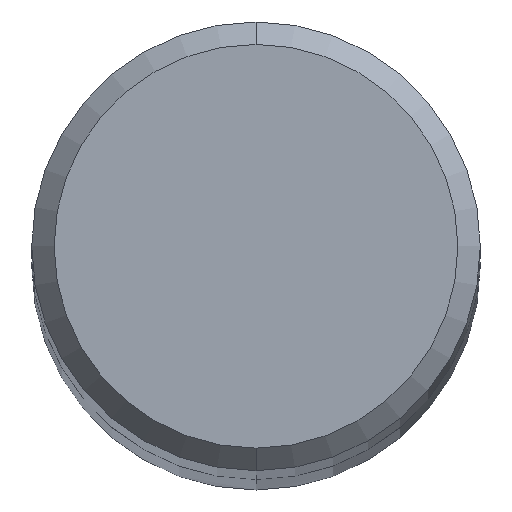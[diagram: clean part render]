
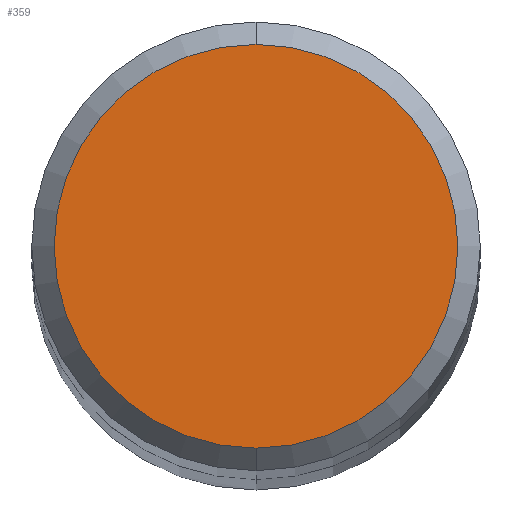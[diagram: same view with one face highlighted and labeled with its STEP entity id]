
A CAD part, top view. The second image highlights one B-rep face of the part: STEP entity #359.
In plain terms, the highlighted planar face has unit normal (0, 0, 1).
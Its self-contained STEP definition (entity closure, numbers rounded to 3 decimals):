
#255=EDGE_CURVE('',#353,#357,#525,.T.);
#333=EDGE_CURVE('',#357,#353,#612,.T.);
#353=VERTEX_POINT('',#632);
#357=VERTEX_POINT('',#637);
#359=ADVANCED_FACE('',(#639),#640,.T.);
#525=CIRCLE('',#949,3.6);
#612=CIRCLE('',#1174,3.6);
#632=CARTESIAN_POINT('',(0.,-3.6,88.0));
#637=CARTESIAN_POINT('',(0.0,3.6,88.0));
#639=FACE_OUTER_BOUND('',#1222,.T.);
#640=PLANE('',#1223);
#949=AXIS2_PLACEMENT_3D('',#1414,#1415,#1416);
#1174=AXIS2_PLACEMENT_3D('',#1513,#1514,#1515);
#1222=EDGE_LOOP('',(#1539,#1540));
#1223=AXIS2_PLACEMENT_3D('',#1541,#1542,#1543);
#1414=CARTESIAN_POINT('',(0.0,0.0,88.0));
#1415=DIRECTION('',(0.0,0.0,-1.0));
#1416=DIRECTION('',(0.0,1.0,0.0));
#1513=CARTESIAN_POINT('',(0.0,0.0,88.0));
#1514=DIRECTION('',(0.0,0.0,-1.0));
#1515=DIRECTION('',(0.0,1.0,0.0));
#1539=ORIENTED_EDGE('',*,*,#333,.F.);
#1540=ORIENTED_EDGE('',*,*,#255,.F.);
#1541=CARTESIAN_POINT('',(0.0,1.8,88.0));
#1542=DIRECTION('',(-0.0,0.0,1.0));
#1543=DIRECTION('',(0.0,-1.0,0.0));
